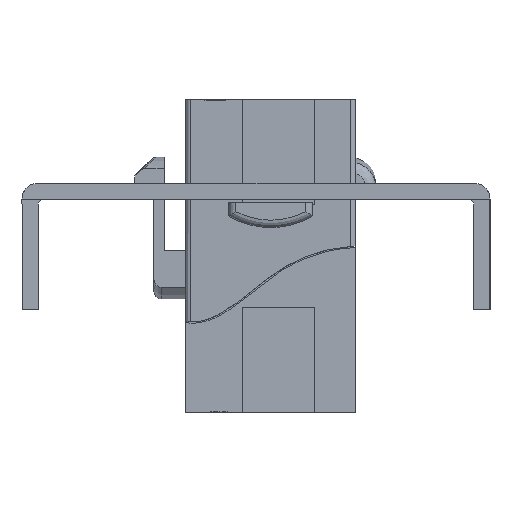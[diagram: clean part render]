
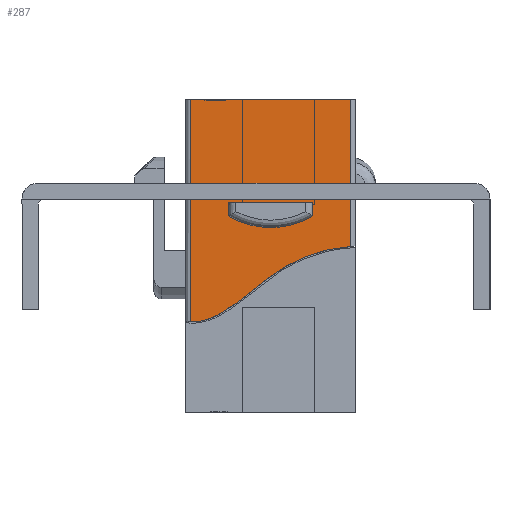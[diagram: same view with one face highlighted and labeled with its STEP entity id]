
A CAD part, left-side view. The second image highlights one B-rep face of the part: STEP entity #287.
In plain terms, the highlighted face is planar.
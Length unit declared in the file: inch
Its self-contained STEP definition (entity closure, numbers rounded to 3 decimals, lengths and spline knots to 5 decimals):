
#207 = ORIENTED_EDGE ( 'NONE', *, *, #5474, .T. ) ;
#287 = ADVANCED_FACE ( 'NONE', ( #5887, #5792 ), #4268, .F. ) ;
#320 = CARTESIAN_POINT ( 'NONE',  ( 0.2874, 0.58661, -0.3189 ) ) ;
#474 = CARTESIAN_POINT ( 'NONE',  ( 0.2874, 0.58661, -0.29921 ) ) ;
#639 = EDGE_LOOP ( 'NONE', ( #17557, #13832, #2550, #207 ) ) ;
#922 = CARTESIAN_POINT ( 'NONE',  ( 0.2874, 0.20079, 0.15748 ) ) ;
#979 = CIRCLE ( 'NONE', #11592, 0.30798 ) ;
#1152 = AXIS2_PLACEMENT_3D ( 'NONE', #320, #11280, #9740 ) ;
#1481 = CARTESIAN_POINT ( 'NONE',  ( 0.2874, -0.00852, -0.08405 ) ) ;
#1702 = CARTESIAN_POINT ( 'NONE',  ( 0.2874, 0.20079, -0.15748 ) ) ;
#1725 = EDGE_CURVE ( 'NONE', #15737, #5877, #10538, .T. ) ;
#1751 = DIRECTION ( 'NONE',  ( 0., 0., 1. ) ) ;
#1988 = EDGE_CURVE ( 'NONE', #9630, #13738, #12602, .T. ) ;
#2550 = ORIENTED_EDGE ( 'NONE', *, *, #12102, .F. ) ;
#2675 = EDGE_CURVE ( 'NONE', #9630, #16206, #4000, .T. ) ;
#2914 = CARTESIAN_POINT ( 'NONE',  ( 0.2874, 0.03102, -0.22352 ) ) ;
#3009 = CARTESIAN_POINT ( 'NONE',  ( 0.2874, -0.24898, 0.21311 ) ) ;
#4000 = B_SPLINE_CURVE_WITH_KNOTS ( 'NONE', 3,
 ( #7319, #2914, #1481, #6966, #3009, #5796 ),
 .UNSPECIFIED., .F., .F.,
 ( 4, 1, 1, 4 ),
 ( 0.0286, 0.34844, 0.61542, 0.97238 ),
 .UNSPECIFIED. ) ;
#4028 = DIRECTION ( 'NONE',  ( 1., 0., 0. ) ) ;
#4268 = PLANE ( 'NONE',  #1152 ) ;
#4678 = CARTESIAN_POINT ( 'NONE',  ( 0.2874, 0.58661, -0.3189 ) ) ;
#4941 = LINE ( 'NONE', #4678, #7312 ) ;
#5289 = CARTESIAN_POINT ( 'NONE',  ( 0.2874, 0.41428, 0. ) ) ;
#5395 = VECTOR ( 'NONE', #17543, 39.37008 ) ;
#5474 = EDGE_CURVE ( 'NONE', #6641, #16206, #12915, .T. ) ;
#5792 = FACE_OUTER_BOUND ( 'NONE', #639, .T. ) ;
#5796 = CARTESIAN_POINT ( 'NONE',  ( 0.2874, -0.24629, 0.29921 ) ) ;
#5877 = VERTEX_POINT ( 'NONE', #15926 ) ;
#5887 = FACE_BOUND ( 'NONE', #15768, .T. ) ;
#6617 = VECTOR ( 'NONE', #7672, 39.37008 ) ;
#6641 = VERTEX_POINT ( 'NONE', #6710 ) ;
#6710 = CARTESIAN_POINT ( 'NONE',  ( 0.2874, 0.58661, 0.29921 ) ) ;
#6831 = ORIENTED_EDGE ( 'NONE', *, *, #10229, .F. ) ;
#6966 = CARTESIAN_POINT ( 'NONE',  ( 0.2874, -0.14423, 0.09112 ) ) ;
#7089 = CARTESIAN_POINT ( 'NONE',  ( 0.2874, -0.24629, 0.29921 ) ) ;
#7312 = VECTOR ( 'NONE', #9071, 39.37008 ) ;
#7319 = CARTESIAN_POINT ( 'NONE',  ( 0.2874, 0.0358, -0.29921 ) ) ;
#7374 = DIRECTION ( 'NONE',  ( 0., 1., 0. ) ) ;
#7672 = DIRECTION ( 'NONE',  ( 0., -1., 0. ) ) ;
#8126 = VECTOR ( 'NONE', #1751, 39.37008 ) ;
#8668 = CARTESIAN_POINT ( 'NONE',  ( 0.2874, 0.58661, 0.29921 ) ) ;
#8884 = EDGE_CURVE ( 'NONE', #5877, #17444, #979, .T. ) ;
#9071 = DIRECTION ( 'NONE',  ( 0., 0., -1. ) ) ;
#9246 = ORIENTED_EDGE ( 'NONE', *, *, #9646, .F. ) ;
#9630 = VERTEX_POINT ( 'NONE', #16528 ) ;
#9646 = EDGE_CURVE ( 'NONE', #17444, #14888, #17068, .T. ) ;
#9740 = DIRECTION ( 'NONE',  ( 0., 0., 1. ) ) ;
#9970 = ORIENTED_EDGE ( 'NONE', *, *, #1725, .F. ) ;
#10179 = VECTOR ( 'NONE', #12943, 39.37008 ) ;
#10229 = EDGE_CURVE ( 'NONE', #14888, #15737, #13905, .T. ) ;
#10538 = LINE ( 'NONE', #922, #5395 ) ;
#11280 = DIRECTION ( 'NONE',  ( -1., 0., 0. ) ) ;
#11592 = AXIS2_PLACEMENT_3D ( 'NONE', #5289, #4028, #12852 ) ;
#12102 = EDGE_CURVE ( 'NONE', #6641, #13738, #4941, .T. ) ;
#12340 = ORIENTED_EDGE ( 'NONE', *, *, #8884, .F. ) ;
#12602 = LINE ( 'NONE', #474, #16560 ) ;
#12724 = CARTESIAN_POINT ( 'NONE',  ( 0.2874, 0.20079, 0.15748 ) ) ;
#12852 = DIRECTION ( 'NONE',  ( 0., 0., -1. ) ) ;
#12915 = LINE ( 'NONE', #8668, #6617 ) ;
#12943 = DIRECTION ( 'NONE',  ( 0., 1., 0. ) ) ;
#13365 = CARTESIAN_POINT ( 'NONE',  ( 0.2874, 0.58661, -0.29921 ) ) ;
#13738 = VERTEX_POINT ( 'NONE', #13365 ) ;
#13832 = ORIENTED_EDGE ( 'NONE', *, *, #1988, .T. ) ;
#13905 = LINE ( 'NONE', #12724, #8126 ) ;
#14888 = VERTEX_POINT ( 'NONE', #16745 ) ;
#15306 = CARTESIAN_POINT ( 'NONE',  ( 0.2874, 0.14961, -0.15748 ) ) ;
#15737 = VERTEX_POINT ( 'NONE', #16193 ) ;
#15768 = EDGE_LOOP ( 'NONE', ( #9970, #6831, #9246, #12340 ) ) ;
#15926 = CARTESIAN_POINT ( 'NONE',  ( 0.2874, 0.14961, 0.15748 ) ) ;
#16193 = CARTESIAN_POINT ( 'NONE',  ( 0.2874, 0.20079, 0.15748 ) ) ;
#16206 = VERTEX_POINT ( 'NONE', #7089 ) ;
#16528 = CARTESIAN_POINT ( 'NONE',  ( 0.2874, 0.0358, -0.29921 ) ) ;
#16560 = VECTOR ( 'NONE', #7374, 39.37008 ) ;
#16745 = CARTESIAN_POINT ( 'NONE',  ( 0.2874, 0.20079, -0.15748 ) ) ;
#17068 = LINE ( 'NONE', #1702, #10179 ) ;
#17444 = VERTEX_POINT ( 'NONE', #15306 ) ;
#17543 = DIRECTION ( 'NONE',  ( 0., -1., 0. ) ) ;
#17557 = ORIENTED_EDGE ( 'NONE', *, *, #2675, .F. ) ;
